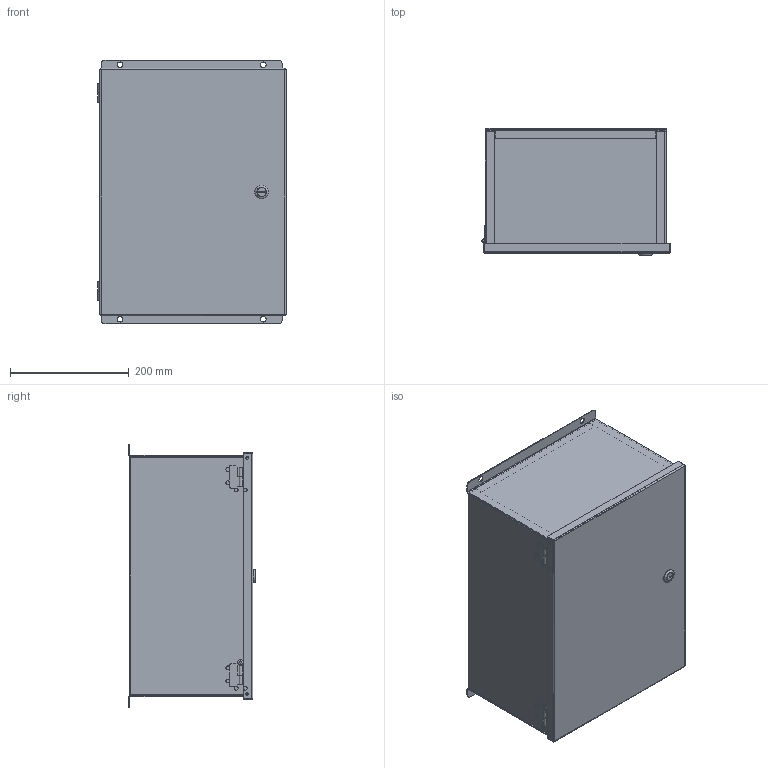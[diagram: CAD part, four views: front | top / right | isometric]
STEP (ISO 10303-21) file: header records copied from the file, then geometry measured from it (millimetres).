
FILE_DESCRIPTION( ( 'Unknown' ), '1' );
FILE_NAME( 'KS161208_16GA_QT.stp', 'Unknown', ( 'Unknown' ), ( 'Unknown' ), 'PSStep 16.0.42', 'Unknown', ' ' );
FILE_SCHEMA( ( 'AUTOMOTIVE_DESIGN { 1 0 10303 214 1 1 1 1 }' ) );
Length unit declared in the file: millimetre
Products named in the file (23): LOCK AVEC TOURNEVIS TYPE 4-12 SANS CAME; HOSING-oa0; INSERT POUR TOURNEVIS-oa1; NOIX DE FIXATION-oa2; Oring-oa3; Oring-oa4; SEAL BLANC-oa5; STOPPER DESSOUS-oa6; VIS DE RETENUE DE LA CAME-oa7; A11KK; CAME K; KS161208_16GA_BOITIER; KS161208B_16GA; KSxx1208B_16GA; KSxx1208H_16GA; Penture KS - GAUCHE_boitier; 0.250-20 x 0.500.AC_CKL 118-504-112; 10-32 x 0.312-FENTE-carré; KS1612_16GA_COUVERCLE_QT; Penture KS - GAUCHE_porte; KS1612C_16GA_QT; Assem1; AKP1612_14GA
Assembly tree (27 placements, depth 5):
  Assem1
    AKP1612_14GA
    KS161208_16GA_BOITIER
      KS161208B_16GA
      KSxx1208B_16GA
      KSxx1208H_16GA
      Penture KS - GAUCHE_boitier  x2
      0.250-20 x 0.500.AC_CKL 118-504-112  x4
      10-32 x 0.312-FENTE-carré
    KS1612_16GA_COUVERCLE_QT
      Penture KS - GAUCHE_porte  x2
      KS1612C_16GA_QT
      A11KK
        CAME K
        LOCK AVEC TOURNEVIS TYPE 4-12 SANS CAME
          HOSING-oa0
          INSERT POUR TOURNEVIS-oa1
          NOIX DE FIXATION-oa2
          Oring-oa3
          Oring-oa4
          SEAL BLANC-oa5
          STOPPER DESSOUS-oa6
          VIS DE RETENUE DE LA CAME-oa7
Bounding box: 317.04 x 213.94 x 444.5 mm (x, y, z)
Volume: 1127769 mm3; surface area: 1438361.1 mm2
Topology: 23 solids, 23 shells, 1260 faces, 3077 edges, 1988 vertices
Faces by surface type: plane 777, cylinder 206, extrusion 112, bspline 102, torus 33, cone 25, sphere 5
Full cylindrical faces by diameter (mm): 0.346 x1, 0.794 x4, 3.023 x4, 3.175 x6, 4.293 x2, 4.394 x1, 4.801 x1, 4.837 x1, 5.563 x4, 6.096 x2, 6.223 x8, 6.35 x12, 6.985 x1, 9.525 x9, 9.881 x1, 10.084 x1, 11.176 x1, 11.862 x1, 12.192 x1, 12.827 x1, 15.748 x1, 15.799 x1, 17.462 x1, 22.86 x1
Entity records: 76840 total; most frequent: CARTESIAN_POINT 41563, ORIENTED_EDGE 5560, DIRECTION 4337, EDGE_CURVE 2780, VERTEX_POINT 1851, AXIS2_PLACEMENT_3D 1466, EDGE_LOOP 1449, VECTOR 1405
